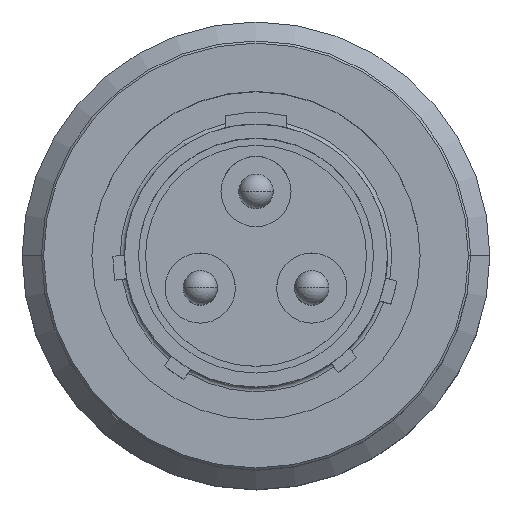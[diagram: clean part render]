
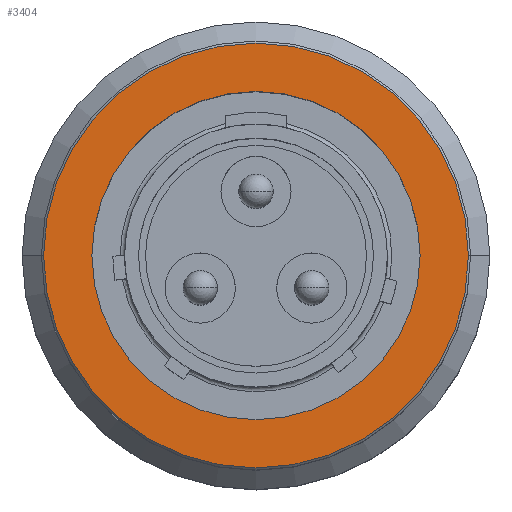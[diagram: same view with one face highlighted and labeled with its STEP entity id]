
A CAD part, top view. The second image highlights one B-rep face of the part: STEP entity #3404.
In plain terms, the highlighted planar face has unit normal (0, 0, 1).
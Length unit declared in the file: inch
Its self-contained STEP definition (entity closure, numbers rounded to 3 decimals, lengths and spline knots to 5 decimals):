
#401=CARTESIAN_POINT('',(0.,0.,0.39567));
#402=DIRECTION('',(0.,0.,1.));
#403=DIRECTION('',(1.,0.,0.));
#404=AXIS2_PLACEMENT_3D('',#401,#402,#403);
#406=CARTESIAN_POINT('',(0.,0.,0.39567));
#407=DIRECTION('',(0.,0.,1.));
#408=DIRECTION('',(-1.,0.,0.));
#409=AXIS2_PLACEMENT_3D('',#406,#407,#408);
#411=CARTESIAN_POINT('',(0.,0.,0.39567));
#412=DIRECTION('',(0.,0.,1.));
#413=DIRECTION('',(1.,0.,0.));
#414=AXIS2_PLACEMENT_3D('',#411,#412,#413);
#429=CARTESIAN_POINT('',(0.,0.,0.39567));
#430=DIRECTION('',(0.,0.,1.));
#431=DIRECTION('',(-1.,0.,0.));
#432=AXIS2_PLACEMENT_3D('',#429,#430,#431);
#2657=CARTESIAN_POINT('',(-0.38976,0.,0.39567));
#2658=CARTESIAN_POINT('',(0.38976,0.,0.39567));
#2659=VERTEX_POINT('',#2657);
#2660=VERTEX_POINT('',#2658);
#2665=CARTESIAN_POINT('',(0.30118,0.,0.39567));
#2666=CARTESIAN_POINT('',(-0.30118,0.,0.39567));
#2667=VERTEX_POINT('',#2665);
#2668=VERTEX_POINT('',#2666);
#3389=CARTESIAN_POINT('',(0.,0.,0.39567));
#3390=DIRECTION('',(0.,0.,-1.));
#3391=DIRECTION('',(1.,0.,0.));
#3392=AXIS2_PLACEMENT_3D('',#3389,#3390,#3391);
#3393=PLANE('',#3392);
#3395=ORIENTED_EDGE('',*,*,#3394,.F.);
#3397=ORIENTED_EDGE('',*,*,#3396,.F.);
#3398=EDGE_LOOP('',(#3395,#3397));
#3399=FACE_OUTER_BOUND('',#3398,.F.);
#3400=ORIENTED_EDGE('',*,*,#3369,.T.);
#3401=ORIENTED_EDGE('',*,*,#3383,.T.);
#3402=EDGE_LOOP('',(#3400,#3401));
#3403=FACE_BOUND('',#3402,.F.);
#3404=ADVANCED_FACE('',(#3399,#3403),#3393,.F.);
#405=CIRCLE('',#404,0.30118);
#410=CIRCLE('',#409,0.30118);
#415=CIRCLE('',#414,0.38976);
#433=CIRCLE('',#432,0.38976);
#3369=EDGE_CURVE('',#2667,#2668,#405,.T.);
#3383=EDGE_CURVE('',#2668,#2667,#410,.T.);
#3394=EDGE_CURVE('',#2660,#2659,#415,.T.);
#3396=EDGE_CURVE('',#2659,#2660,#433,.T.);
